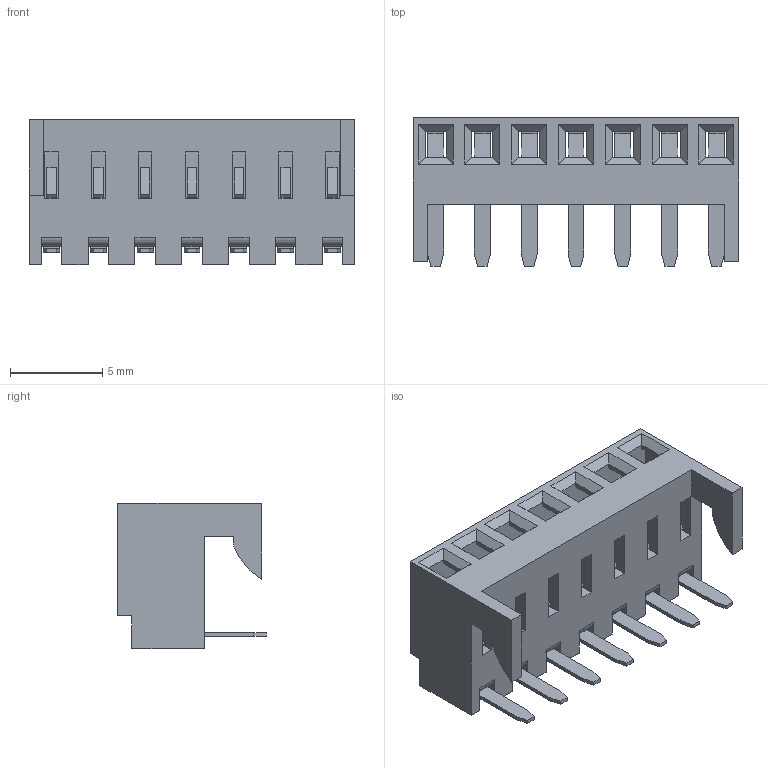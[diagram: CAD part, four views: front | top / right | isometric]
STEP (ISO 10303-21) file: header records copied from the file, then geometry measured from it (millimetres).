
FILE_DESCRIPTION((''),'2;1');
FILE_NAME('038001337','2014-10-13T',('me'),(''),'PRO/ENGINEER BY PARAMETRIC TECHNOLOGY CORPORATION, 2011490','PRO/ENGINEER BY PARAMETRIC TECHNOLOGY CORPORATION, 2011490','');
FILE_SCHEMA(('CONFIG_CONTROL_DESIGN'));
Length unit declared in the file: inch
Products named in the file (1): 038001337
Bounding box: 17.68 x 8.05 x 7.87 mm (x, y, z)
Volume: 276.9 mm3; surface area: 1055.5 mm2
Topology: 1 solids, 1 shells, 341 faces, 966 edges, 634 vertices
Faces by surface type: plane 274, cylinder 67
Entity records: 10974 total; most frequent: CARTESIAN_POINT 1929, ORIENTED_EDGE 1904, DIRECTION 1800, EDGE_CURVE 952, VECTOR 818, LINE 818, VERTEX_POINT 620, AXIS2_PLACEMENT_3D 491
